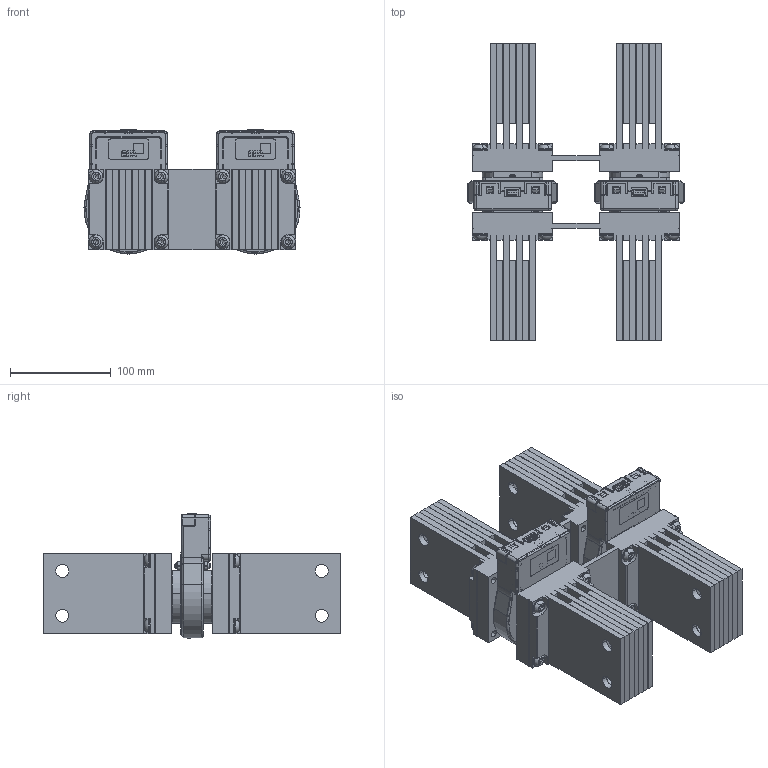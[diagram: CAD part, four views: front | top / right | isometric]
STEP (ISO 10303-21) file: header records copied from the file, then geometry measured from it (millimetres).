
FILE_DESCRIPTION(('CATIA V5 STEP Exchange'),'2;1');
FILE_NAME('1SDH001252R0371_APPL. NEUTRO ESTERNO 6300 UL.stp','2015-09-04T07:51:02+00:00',('none'),('none'),'CATIA Version 5 Release 20 SP 6 (IN-10)','CATIA V5 STEP AP203','none');
FILE_SCHEMA(('CONFIG_CONTROL_DESIGN'));
Products named in the file (1): RE3724808_1EP_000_00_APPL. NEUTRO ESTERNO 6300 UL_AllCATPart
Bounding box: 214.73 x 296 x 123.39 mm (x, y, z)
Volume: 2219161.6 mm3; surface area: 769820.8 mm2
Topology: 13 solids, 235 shells, 4688 faces, 12402 edges, 7948 vertices
Faces by surface type: plane 2016, cylinder 1772, torus 468, sphere 214, bspline 114, cone 100, revolution 4
Entity records: 147154 total; most frequent: CARTESIAN_POINT 41953, ORIENTED_EDGE 23292, DIRECTION 17044, EDGE_CURVE 12162, VERTEX_POINT 7948, AXIS2_PLACEMENT_3D 7515, VECTOR 5934, LINE 5934
